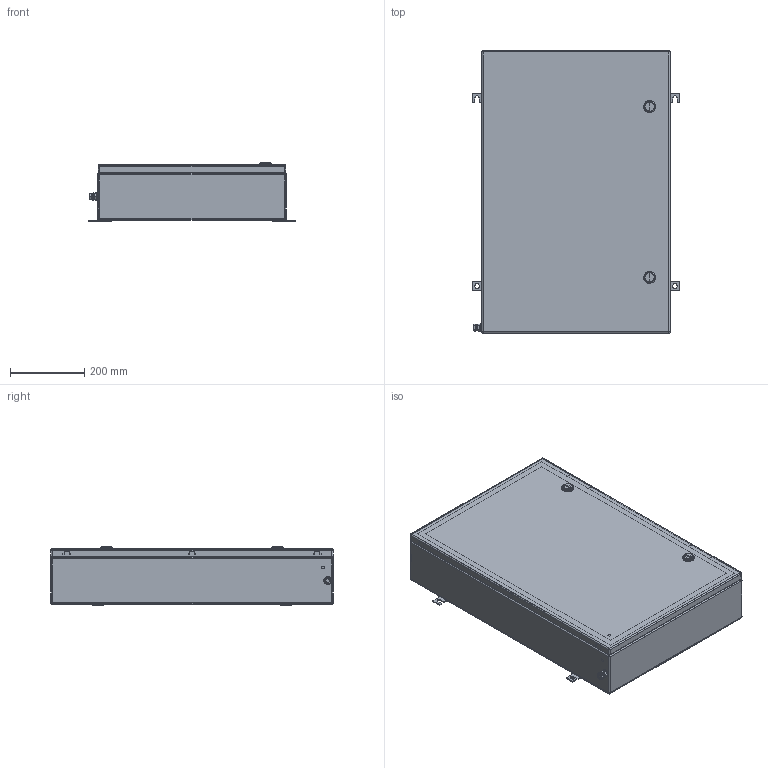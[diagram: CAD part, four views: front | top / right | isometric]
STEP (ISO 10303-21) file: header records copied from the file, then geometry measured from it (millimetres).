
FILE_DESCRIPTION(('CATIA V5 STEP Exchange','CAx-IF Rec.Pracs.--- Model Styling and Organization---1.4--- 2014-01-23'),'2;1');
FILE_NAME ('008849-10_3_1200770000_1200770000.stp','2019-09-23T09:35:31+00:00',('none'),('Weidmueller'),'CATIA Version 5-6 Release 2016 SP3 HF44','CATIA V5 STEP AP214','none');
FILE_SCHEMA(('AUTOMOTIVE_DESIGN { 1 0 10303 214 1 1 1 1 }'));
Length unit declared in the file: millimetre
Products named in the file (1): ZUB_KTB_QL_765015_0GP
Bounding box: 559 x 762 x 159.8 mm (x, y, z)
Volume: 2113140.4 mm3; surface area: 2671255.7 mm2
Topology: 56 solids, 58 shells, 1116 faces, 2594 edges, 1613 vertices
Faces by surface type: plane 546, cylinder 402, cone 114, sphere 24, torus 22, bspline 8
Entity records: 30143 total; most frequent: CARTESIAN_POINT 6170, ORIENTED_EDGE 5096, DIRECTION 4095, EDGE_CURVE 2548, AXIS2_PLACEMENT_3D 1729, VERTEX_POINT 1613, VECTOR 1504, LINE 1504
